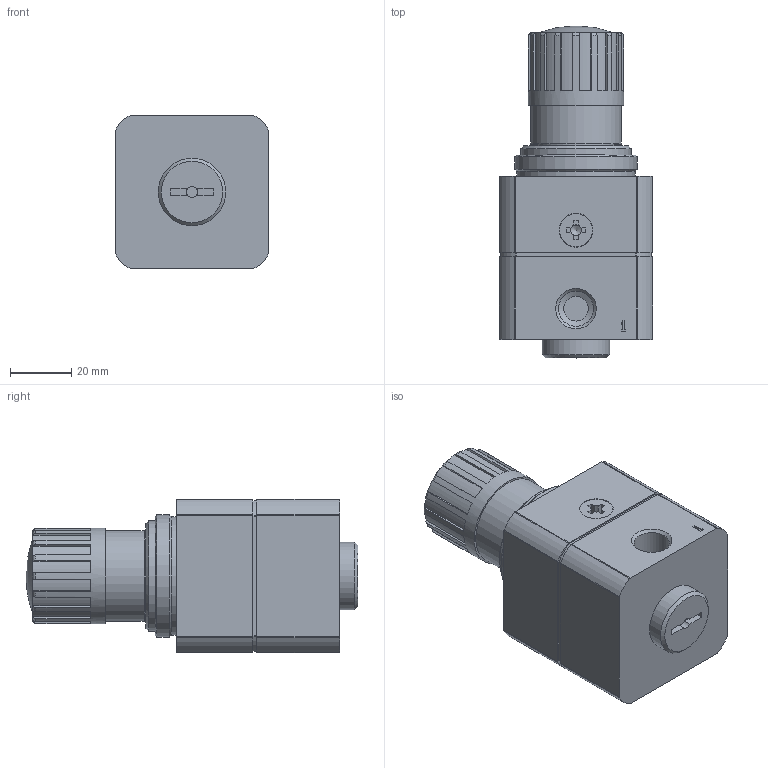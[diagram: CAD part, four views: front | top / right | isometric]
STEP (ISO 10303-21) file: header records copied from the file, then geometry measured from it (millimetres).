
FILE_DESCRIPTION(/* description */ ('STEP AP214'),/* implementation_level */ '2;1');
FILE_NAME(/* name */ '159500_LRP-1_4-07',/* time_stamp */ '2024-08-22T16:58:22+02:00',/* author */ ('License CC BY-ND 4.0'),/* organization */ ('CADENAS'),/* preprocessor_version */ 'ST-DEVELOPER v19.3',/* originating_system */ 'PARTsolutions',/* authorisation */ ' ');
FILE_SCHEMA (('AUTOMOTIVE_DESIGN {1 0 10303 214 3 1 1}'));
Length unit declared in the file: millimetre
Products named in the file (5): 159500 LRP-1/4-0,7---(0); 159500 LRP-1/4-0,7---(0_g); 676226 LRP-1/4; 373845 LR-MINI; 398011 LRVS-D-MINI M36x1.5
Assembly tree (4 placements, depth 2):
  159500 LRP-1/4-0,7---(0)
    159500 LRP-1/4-0,7---(0_g)
    676226 LRP-1/4
    373845 LR-MINI
    398011 LRVS-D-MINI M36x1.5
Bounding box: 50 x 108 x 50 mm (x, y, z)
Volume: 166434.3 mm3; surface area: 27601.4 mm2
Topology: 4 solids, 4 shells, 300 faces, 732 edges, 477 vertices
Faces by surface type: plane 175, cylinder 97, cone 21, torus 6, sphere 1
Full cylindrical faces by diameter (mm): 1 x1, 1.2 x1, 2.8 x1, 2.9 x1, 3 x1, 3.5 x1, 3.6 x1, 3.9 x1, 4.3 x1, 4.5 x1, 4.8 x1, 6.3 x1, 6.9 x1, 7 x4, 7.6 x1, 8 x8, 8.2 x1, 8.566 x2, 9.728 x2, 10.8 x1, 11 x1, 11.445 x2, 22 x1, 24.9 x1, 29.6 x1, 31 x1, 34.376 x1, 36 x1, 38.5 x1, 39.8 x1
Entity records: 10240 total; most frequent: CARTESIAN_POINT 1556, DIRECTION 1480, ORIENTED_EDGE 1308, EDGE_CURVE 654, AXIS2_PLACEMENT_3D 556, VERTEX_POINT 471, FACE_BOUND 415, EDGE_LOOP 414
